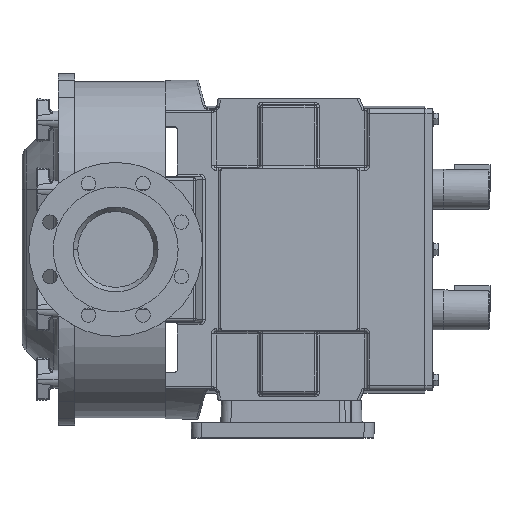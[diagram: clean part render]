
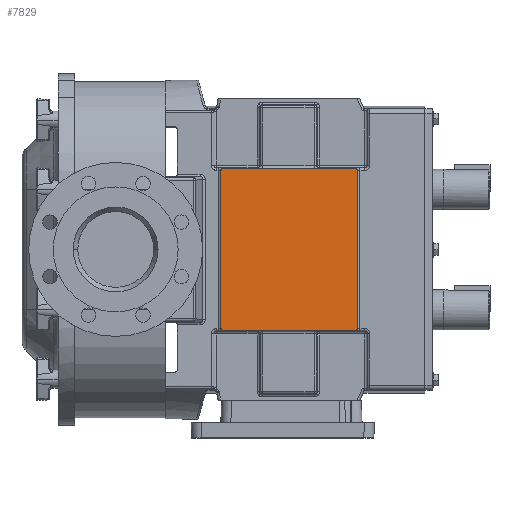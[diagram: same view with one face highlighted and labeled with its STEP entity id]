
A CAD part, top view. The second image highlights one B-rep face of the part: STEP entity #7829.
In plain terms, the highlighted planar face has unit normal (0, 0, 1).
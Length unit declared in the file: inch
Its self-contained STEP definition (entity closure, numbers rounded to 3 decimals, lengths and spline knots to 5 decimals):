
#7 = AXIS2_PLACEMENT_3D ( 'NONE', #22283, #11382, #22126 ) ;
#975 = VERTEX_POINT ( 'NONE', #2167 ) ;
#1437 = ORIENTED_EDGE ( 'NONE', *, *, #5965, .T. ) ;
#1488 = DIRECTION ( 'NONE',  ( 0., 1., 0. ) ) ;
#2167 = CARTESIAN_POINT ( 'NONE',  ( 9.56963, 3.92171, 4.5 ) ) ;
#2177 = EDGE_CURVE ( 'NONE', #27203, #6359, #32212, .T. ) ;
#3164 = VECTOR ( 'NONE', #24448, 39.37008 ) ;
#3334 = LINE ( 'NONE', #22112, #3164 ) ;
#3974 = CARTESIAN_POINT ( 'NONE',  ( 9.56963, -3.92171, 4.5 ) ) ;
#4016 = VECTOR ( 'NONE', #28514, 39.37008 ) ;
#5932 = CARTESIAN_POINT ( 'NONE',  ( 2.78637, -3.92171, 4.5 ) ) ;
#5965 = EDGE_CURVE ( 'NONE', #975, #29418, #16314, .T. ) ;
#6333 = EDGE_CURVE ( 'NONE', #975, #28582, #28172, .T. ) ;
#6359 = VERTEX_POINT ( 'NONE', #14738 ) ;
#6371 = VECTOR ( 'NONE', #30676, 39.37008 ) ;
#6507 = CARTESIAN_POINT ( 'NONE',  ( 2.78637, 4.04, 4.5 ) ) ;
#6584 = CARTESIAN_POINT ( 'NONE',  ( 2.83809, -4.04663, 4.5 ) ) ;
#7746 =( BOUNDED_CURVE ( )  B_SPLINE_CURVE ( 3, ( #31246, #12091, #33749, #9077 ),
 .UNSPECIFIED., .F., .F. ) 
 B_SPLINE_CURVE_WITH_KNOTS ( ( 4, 4 ),
 ( 2.3568, 3.92638 ),
 .UNSPECIFIED. ) 
 CURVE ( )  GEOMETRIC_REPRESENTATION_ITEM ( )  RATIONAL_B_SPLINE_CURVE ( ( 1., 0.805, 0.805, 1. ) ) 
 REPRESENTATION_ITEM ( '' )  );
#7829 = ADVANCED_FACE ( 'NONE', ( #25501 ), #33553, .F. ) ;
#8513 = CARTESIAN_POINT ( 'NONE',  ( 9.51791, 4.04663, 4.5 ) ) ;
#8894 = ORIENTED_EDGE ( 'NONE', *, *, #22096, .T. ) ;
#9077 = CARTESIAN_POINT ( 'NONE',  ( 2.78637, 3.92171, 4.5 ) ) ;
#9256 = CARTESIAN_POINT ( 'NONE',  ( 2.78637, -3.92171, 4.5 ) ) ;
#9277 = CARTESIAN_POINT ( 'NONE',  ( 9.44471, -4.04663, 4.5 ) ) ;
#11382 = DIRECTION ( 'NONE',  ( 0., 0., -1. ) ) ;
#11988 =( BOUNDED_CURVE ( )  B_SPLINE_CURVE ( 3, ( #9256, #31082, #6584, #17497 ),
 .UNSPECIFIED., .F., .F. ) 
 B_SPLINE_CURVE_WITH_KNOTS ( ( 4, 4 ),
 ( 2.3568, 3.92638 ),
 .UNSPECIFIED. ) 
 CURVE ( )  GEOMETRIC_REPRESENTATION_ITEM ( )  RATIONAL_B_SPLINE_CURVE ( ( 1., 0.805, 0.805, 1. ) ) 
 REPRESENTATION_ITEM ( '' )  );
#12091 = CARTESIAN_POINT ( 'NONE',  ( 2.83809, 4.04663, 4.5 ) ) ;
#12643 = EDGE_CURVE ( 'NONE', #25474, #28582, #14722, .T. ) ;
#12715 = CARTESIAN_POINT ( 'NONE',  ( 9.44471, -4.04663, 4.5 ) ) ;
#13075 = VECTOR ( 'NONE', #1488, 39.37008 ) ;
#14722 =( BOUNDED_CURVE ( )  B_SPLINE_CURVE ( 3, ( #12715, #31499, #15228, #3974 ),
 .UNSPECIFIED., .F., .F. ) 
 B_SPLINE_CURVE_WITH_KNOTS ( ( 4, 4 ),
 ( 5.4984, 7.06797 ),
 .UNSPECIFIED. ) 
 CURVE ( )  GEOMETRIC_REPRESENTATION_ITEM ( )  RATIONAL_B_SPLINE_CURVE ( ( 1., 0.805, 0.805, 1. ) ) 
 REPRESENTATION_ITEM ( '' )  );
#14738 = CARTESIAN_POINT ( 'NONE',  ( 2.78637, 3.92171, 4.5 ) ) ;
#14761 = ORIENTED_EDGE ( 'NONE', *, *, #2177, .F. ) ;
#15228 = CARTESIAN_POINT ( 'NONE',  ( 9.56963, -3.99491, 4.5 ) ) ;
#15720 = EDGE_CURVE ( 'NONE', #33087, #25474, #22266, .T. ) ;
#16314 =( BOUNDED_CURVE ( )  B_SPLINE_CURVE ( 3, ( #30678, #27481, #8513, #16735 ),
 .UNSPECIFIED., .F., .F. ) 
 B_SPLINE_CURVE_WITH_KNOTS ( ( 4, 4 ),
 ( 5.4984, 7.06797 ),
 .UNSPECIFIED. ) 
 CURVE ( )  GEOMETRIC_REPRESENTATION_ITEM ( )  RATIONAL_B_SPLINE_CURVE ( ( 1., 0.805, 0.805, 1. ) ) 
 REPRESENTATION_ITEM ( '' )  );
#16735 = CARTESIAN_POINT ( 'NONE',  ( 9.44471, 4.04663, 4.5 ) ) ;
#17497 = CARTESIAN_POINT ( 'NONE',  ( 2.91129, -4.04663, 4.5 ) ) ;
#17774 = CARTESIAN_POINT ( 'NONE',  ( 9.56963, 4.04, 4.5 ) ) ;
#18293 = VERTEX_POINT ( 'NONE', #30368 ) ;
#18531 = ORIENTED_EDGE ( 'NONE', *, *, #30780, .T. ) ;
#19810 = ORIENTED_EDGE ( 'NONE', *, *, #31041, .T. ) ;
#21651 = CARTESIAN_POINT ( 'NONE',  ( 9.56963, -3.92171, 4.5 ) ) ;
#22096 = EDGE_CURVE ( 'NONE', #27203, #33087, #11988, .T. ) ;
#22112 = CARTESIAN_POINT ( 'NONE',  ( 2.793, 4.04663, 4.5 ) ) ;
#22126 = DIRECTION ( 'NONE',  ( -1., 0., 0. ) ) ;
#22266 = LINE ( 'NONE', #28513, #6371 ) ;
#22283 = CARTESIAN_POINT ( 'NONE',  ( 2.25, -8., 4.5 ) ) ;
#24448 = DIRECTION ( 'NONE',  ( -1., 0., 0. ) ) ;
#24472 = EDGE_LOOP ( 'NONE', ( #18531, #14761, #8894, #25430, #33408, #32671, #1437, #19810 ) ) ;
#25430 = ORIENTED_EDGE ( 'NONE', *, *, #15720, .T. ) ;
#25474 = VERTEX_POINT ( 'NONE', #9277 ) ;
#25501 = FACE_OUTER_BOUND ( 'NONE', #24472, .T. ) ;
#27199 = CARTESIAN_POINT ( 'NONE',  ( 2.91129, -4.04663, 4.5 ) ) ;
#27203 = VERTEX_POINT ( 'NONE', #5932 ) ;
#27481 = CARTESIAN_POINT ( 'NONE',  ( 9.56963, 3.99491, 4.5 ) ) ;
#28172 = LINE ( 'NONE', #17774, #4016 ) ;
#28513 = CARTESIAN_POINT ( 'NONE',  ( 2.793, -4.04663, 4.5 ) ) ;
#28514 = DIRECTION ( 'NONE',  ( 0., -1., 0. ) ) ;
#28582 = VERTEX_POINT ( 'NONE', #21651 ) ;
#29164 = CARTESIAN_POINT ( 'NONE',  ( 9.44471, 4.04663, 4.5 ) ) ;
#29418 = VERTEX_POINT ( 'NONE', #29164 ) ;
#30368 = CARTESIAN_POINT ( 'NONE',  ( 2.91129, 4.04663, 4.5 ) ) ;
#30676 = DIRECTION ( 'NONE',  ( 1., 0., 0. ) ) ;
#30678 = CARTESIAN_POINT ( 'NONE',  ( 9.56963, 3.92171, 4.5 ) ) ;
#30780 = EDGE_CURVE ( 'NONE', #18293, #6359, #7746, .T. ) ;
#31041 = EDGE_CURVE ( 'NONE', #29418, #18293, #3334, .T. ) ;
#31082 = CARTESIAN_POINT ( 'NONE',  ( 2.78637, -3.99491, 4.5 ) ) ;
#31246 = CARTESIAN_POINT ( 'NONE',  ( 2.91129, 4.04663, 4.5 ) ) ;
#31499 = CARTESIAN_POINT ( 'NONE',  ( 9.51791, -4.04663, 4.5 ) ) ;
#32212 = LINE ( 'NONE', #6507, #13075 ) ;
#32671 = ORIENTED_EDGE ( 'NONE', *, *, #6333, .F. ) ;
#33087 = VERTEX_POINT ( 'NONE', #27199 ) ;
#33408 = ORIENTED_EDGE ( 'NONE', *, *, #12643, .T. ) ;
#33553 = PLANE ( 'NONE',  #7 ) ;
#33749 = CARTESIAN_POINT ( 'NONE',  ( 2.78637, 3.99491, 4.5 ) ) ;
